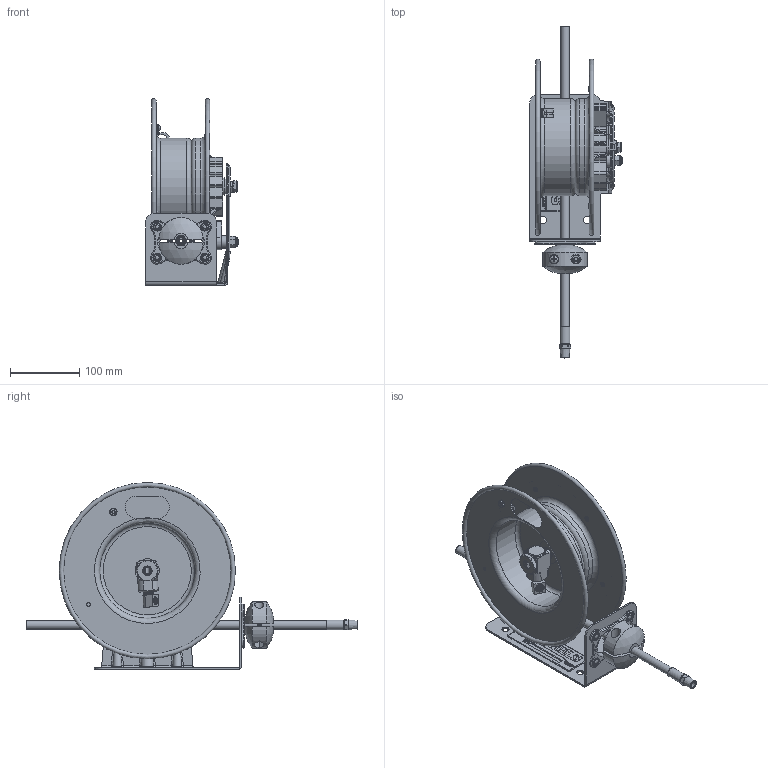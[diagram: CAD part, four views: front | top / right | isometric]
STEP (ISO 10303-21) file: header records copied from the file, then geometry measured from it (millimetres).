
FILE_DESCRIPTION(/* description */ (''),/* implementation_level */ '2;1');
FILE_NAME(/* name */ 'LG-LP-115_SHARED.stp',/* time_stamp */ '2020-01-15T13:04:37-07:00',/* author */ ('NMelton'),/* organization */ (''),/* preprocessor_version */ 'ST-DEVELOPER v17',/* originating_system */ 'Autodesk Inventor 2019',/* authorisation */ '');
FILE_SCHEMA (('AUTOMOTIVE_DESIGN { 1 0 10303 214 3 1 1 }'));
Products named in the file (1): LG-LP-115_SHARED
Bounding box: 133.33 x 478.41 x 269.36 mm (x, y, z)
Surface area: 456372.7 mm2 (no closed solid volume)
Topology: 0 solids, 98 shells, 2654 faces, 10706 edges, 7888 vertices
Faces by surface type: plane 1329, bspline 571, cylinder 501, torus 143, cone 100, sphere 10
Full cylindrical faces by diameter (mm): 1.194 x2, 2.54 x1, 3.048 x1, 4.699 x5, 4.7 x46, 4.826 x1, 5.22 x1, 6.35 x48, 7.925 x1, 8.712 x1, 9.525 x2, 10.16 x4, 10.317 x4, 10.668 x5, 12.065 x1, 12.497 x2, 12.509 x1, 12.7 x2, 13.462 x2, 13.494 x1, 13.843 x1, 13.97 x1, 19.05 x2, 20.574 x1, 20.625 x1, 22.225 x1, 25.4 x1, 34.925 x1, 137.272 x1, 139.7 x2
Entity records: 146878 total; most frequent: CARTESIAN_POINT 63624, ORIENTED_EDGE 16983, DIRECTION 13562, EDGE_CURVE 10688, VERTEX_POINT 7888, LINE 6016, VECTOR 6016, AXIS2_PLACEMENT_3D 3773
